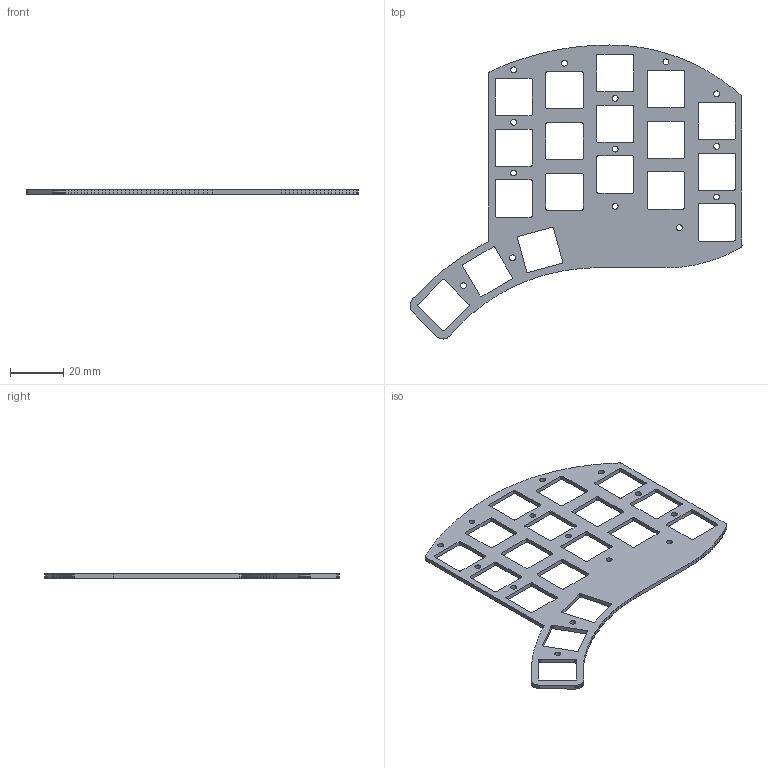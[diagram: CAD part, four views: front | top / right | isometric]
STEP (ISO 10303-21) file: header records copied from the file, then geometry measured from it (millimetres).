
FILE_DESCRIPTION(('KiCad electronic assembly'),'2;1');
FILE_NAME('top_plate_niz.step','2023-10-04T20:03:06',('Pcbnew'),('Kicad' ),'Open CASCADE STEP processor 7.6','KiCad to STEP converter', 'Unknown');
FILE_SCHEMA(('AUTOMOTIVE_DESIGN { 1 0 10303 214 1 1 1 1 }'));
Length unit declared in the file: millimetre
Products named in the file (2): top_plate_niz 1; top_plate_niz PCB
Assembly tree (1 placements, depth 2):
  top_plate_niz 1
    top_plate_niz PCB
Bounding box: 124.69 x 110.42 x 1.58 mm (x, y, z)
Volume: 7322.8 mm3; surface area: 11621.7 mm2
Topology: 1 solids, 1 shells, 697 faces, 2085 edges, 1390 vertices
Faces by surface type: plane 683, cylinder 14
Full cylindrical faces by diameter (mm): 2.2 x14
Entity records: 50351 total; most frequent: CARTESIAN_POINT 8512, DIRECTION 7653, LINE 6199, VECTOR 6199, ORIENTED_EDGE 4170, PCURVE 4170, DEFINITIONAL_REPRESENTATION 4170, EDGE_CURVE 2085
